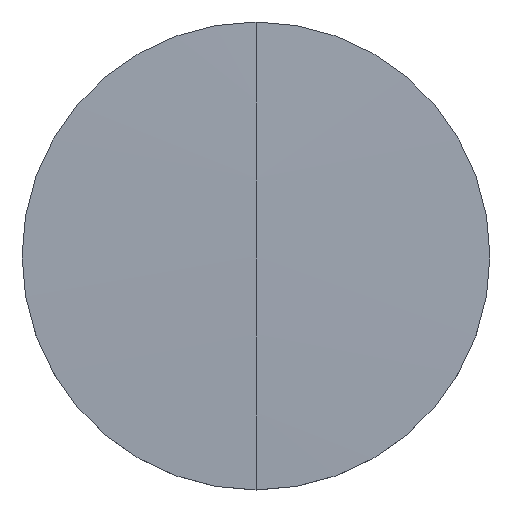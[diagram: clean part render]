
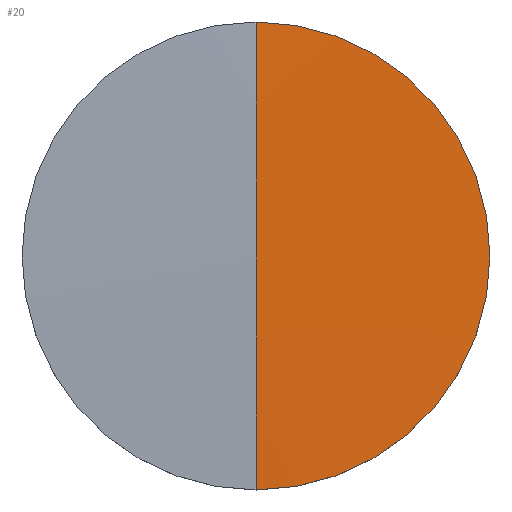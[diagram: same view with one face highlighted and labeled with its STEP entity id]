
A CAD part, top view. The second image highlights one B-rep face of the part: STEP entity #20.
In plain terms, the highlighted spherical face has radius 433.88 mm.
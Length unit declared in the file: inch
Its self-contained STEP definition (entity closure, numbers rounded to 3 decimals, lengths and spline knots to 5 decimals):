
#8 = FACE_OUTER_BOUND ( 'NONE', #46, .T. ) ;
#20 = ADVANCED_FACE ( 'NONE', ( #8 ), #119, .T. ) ;
#32 = ORIENTED_EDGE ( 'NONE', *, *, #49, .F. ) ;
#37 = ORIENTED_EDGE ( 'NONE', *, *, #38, .T. ) ;
#38 = EDGE_CURVE ( 'NONE', #54, #51, #166, .T. ) ;
#46 = EDGE_LOOP ( 'NONE', ( #52, #37, #32 ) ) ;
#49 = EDGE_CURVE ( 'NONE', #50, #51, #208, .T. ) ;
#50 = VERTEX_POINT ( 'NONE', #203 ) ;
#51 = VERTEX_POINT ( 'NONE', #202 ) ;
#52 = ORIENTED_EDGE ( 'NONE', *, *, #53, .F. ) ;
#53 = EDGE_CURVE ( 'NONE', #54, #50, #265, .T. ) ;
#54 = VERTEX_POINT ( 'NONE', #260 ) ;
#117 = DIRECTION ( 'NONE',  ( 1., 0., 0. ) ) ;
#118 = AXIS2_PLACEMENT_3D ( 'NONE', #149, #117, #120 ) ;
#119 = SPHERICAL_SURFACE ( 'NONE', #118, 17.08189 ) ;
#120 = DIRECTION ( 'NONE',  ( 0., 1., 0. ) ) ;
#149 = CARTESIAN_POINT ( 'NONE',  ( 0., 0., -17.03898 ) ) ;
#165 = CARTESIAN_POINT ( 'NONE',  ( 0., 0., -17.03898 ) ) ;
#166 = CIRCLE ( 'NONE', #186, 17.08189 ) ;
#184 = DIRECTION ( 'NONE',  ( 0., 1., 0. ) ) ;
#185 = DIRECTION ( 'NONE',  ( 1., 0., 0. ) ) ;
#186 = AXIS2_PLACEMENT_3D ( 'NONE', #165, #185, #184 ) ;
#202 = CARTESIAN_POINT ( 'NONE',  ( 0., -0.5, 0.03559 ) ) ;
#203 = CARTESIAN_POINT ( 'NONE',  ( 0., 0.5, 0.03559 ) ) ;
#204 = DIRECTION ( 'NONE',  ( 0., 1., 0. ) ) ;
#205 = DIRECTION ( 'NONE',  ( 0., 0., -1. ) ) ;
#206 = CARTESIAN_POINT ( 'NONE',  ( 0., 0., 0.03559 ) ) ;
#207 = AXIS2_PLACEMENT_3D ( 'NONE', #206, #205, #204 ) ;
#208 = CIRCLE ( 'NONE', #207, 0.5 ) ;
#260 = CARTESIAN_POINT ( 'NONE',  ( 0., 0., 0.04291 ) ) ;
#261 = DIRECTION ( 'NONE',  ( 0., 0., 1. ) ) ;
#262 = DIRECTION ( 'NONE',  ( -1., 0., 0. ) ) ;
#263 = CARTESIAN_POINT ( 'NONE',  ( 0., 0., -17.03898 ) ) ;
#264 = AXIS2_PLACEMENT_3D ( 'NONE', #263, #262, #261 ) ;
#265 = CIRCLE ( 'NONE', #264, 17.08189 ) ;
